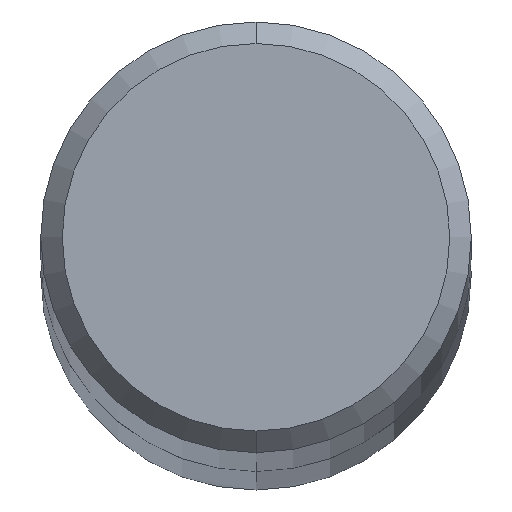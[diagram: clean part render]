
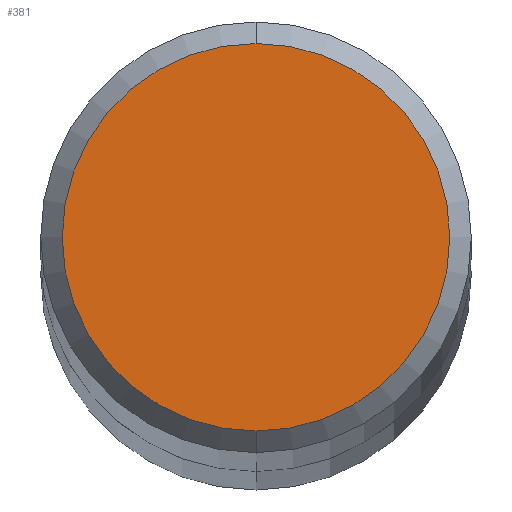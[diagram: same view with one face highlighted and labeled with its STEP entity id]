
A CAD part, top view. The second image highlights one B-rep face of the part: STEP entity #381.
In plain terms, the highlighted planar face has unit normal (0, 0, 1).
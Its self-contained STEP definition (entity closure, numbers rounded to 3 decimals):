
#287=EDGE_CURVE('',#415,#403,#582,.T.);
#369=EDGE_CURVE('',#403,#415,#671,.T.);
#381=ADVANCED_FACE('',(#685),#686,.T.);
#403=VERTEX_POINT('',#711);
#415=VERTEX_POINT('',#723);
#582=CIRCLE('',#1091,0.9);
#671=CIRCLE('',#1265,0.9);
#685=FACE_OUTER_BOUND('',#1281,.T.);
#686=PLANE('',#1282);
#711=CARTESIAN_POINT('',(0.,-0.9,48.0));
#723=CARTESIAN_POINT('',(0.0,0.9,48.0));
#1091=AXIS2_PLACEMENT_3D('',#1564,#1565,#1566);
#1265=AXIS2_PLACEMENT_3D('',#1673,#1674,#1675);
#1281=EDGE_LOOP('',(#1694,#1695));
#1282=AXIS2_PLACEMENT_3D('',#1696,#1697,#1698);
#1564=CARTESIAN_POINT('',(0.0,0.0,48.0));
#1565=DIRECTION('',(0.0,0.0,-1.0));
#1566=DIRECTION('',(0.0,1.0,0.0));
#1673=CARTESIAN_POINT('',(0.0,0.0,48.0));
#1674=DIRECTION('',(0.0,0.0,-1.0));
#1675=DIRECTION('',(0.0,1.0,0.0));
#1694=ORIENTED_EDGE('',*,*,#287,.F.);
#1695=ORIENTED_EDGE('',*,*,#369,.F.);
#1696=CARTESIAN_POINT('',(0.0,0.45,48.0));
#1697=DIRECTION('',(-0.0,0.0,1.0));
#1698=DIRECTION('',(0.0,-1.0,0.0));
